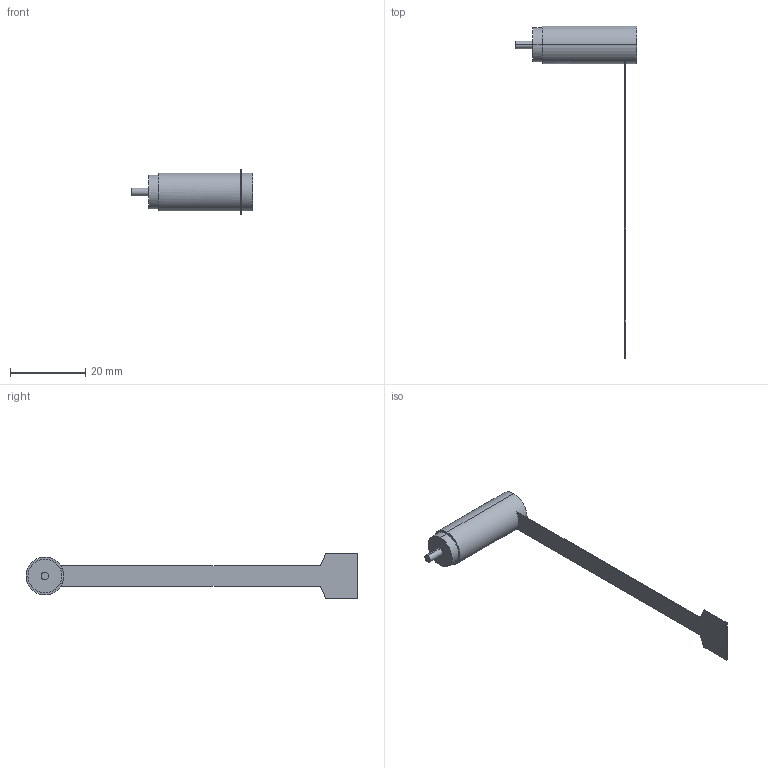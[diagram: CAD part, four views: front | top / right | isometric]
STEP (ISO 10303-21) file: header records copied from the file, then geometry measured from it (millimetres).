
FILE_DESCRIPTION (( 'STEP AP203' ), '1' );
FILE_NAME ('101002501.STEP', '2025-08-16T05:23:11', ( 'China' ), ( 'Microsoft' ), 'SwSTEP 2.0', 'SolidWorks 2018', '' );
FILE_SCHEMA (( 'CONFIG_CONTROL_DESIGN' ));
Length unit declared in the file: millimetre
Products named in the file (1): 101002501
Bounding box: 32.3 x 88 x 12 mm (x, y, z)
Volume: 2245.3 mm3; surface area: 2065.1 mm2
Topology: 1 solids, 1 shells, 59 faces, 138 edges, 92 vertices
Faces by surface type: plane 53, cylinder 6
Entity records: 1743 total; most frequent: CARTESIAN_POINT 290, ORIENTED_EDGE 276, DIRECTION 272, EDGE_CURVE 138, VECTOR 124, LINE 124, VERTEX_POINT 92, AXIS2_PLACEMENT_3D 74
